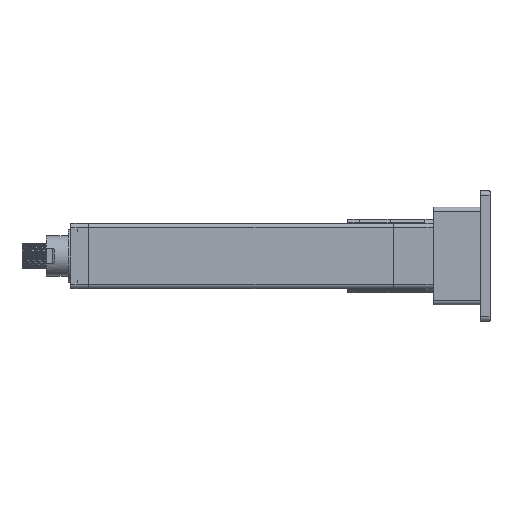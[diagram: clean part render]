
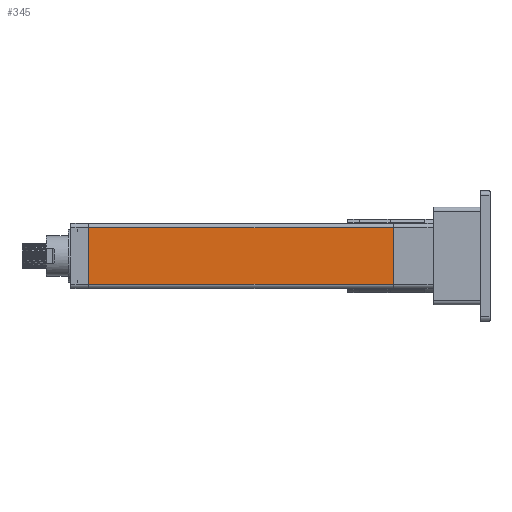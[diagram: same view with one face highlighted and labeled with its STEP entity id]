
A CAD part, left-side view. The second image highlights one B-rep face of the part: STEP entity #345.
In plain terms, the highlighted face is planar.
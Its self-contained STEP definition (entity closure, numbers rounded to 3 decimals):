
#345 = ADVANCED_FACE ( 'NONE', ( #12160 ), #1801, .F. ) ;
#1801 = PLANE ( 'NONE',  #4740 ) ;
#1980 = EDGE_LOOP ( 'NONE', ( #21968, #15357, #10766, #9367 ) ) ;
#2413 = CARTESIAN_POINT ( 'NONE',  ( 35., -40., 375. ) ) ;
#4740 = AXIS2_PLACEMENT_3D ( 'NONE', #62846, #22825, #12481 ) ;
#4983 = DIRECTION ( 'NONE',  ( 0., 0., -1. ) ) ;
#5888 = EDGE_CURVE ( 'NONE', #20222, #29651, #45285, .T. ) ;
#9367 = ORIENTED_EDGE ( 'NONE', *, *, #12156, .T. ) ;
#10244 = DIRECTION ( 'NONE',  ( 1., 0., 0. ) ) ;
#10766 = ORIENTED_EDGE ( 'NONE', *, *, #5888, .F. ) ;
#10934 = EDGE_CURVE ( 'NONE', #29651, #20470, #46155, .T. ) ;
#12083 = VERTEX_POINT ( 'NONE', #46321 ) ;
#12156 = EDGE_CURVE ( 'NONE', #20222, #12083, #50676, .T. ) ;
#12160 = FACE_OUTER_BOUND ( 'NONE', #1980, .T. ) ;
#12481 = DIRECTION ( 'NONE',  ( -1., 0., 0. ) ) ;
#15357 = ORIENTED_EDGE ( 'NONE', *, *, #10934, .F. ) ;
#17126 = CARTESIAN_POINT ( 'NONE',  ( 35., -40., 0. ) ) ;
#17884 = CARTESIAN_POINT ( 'NONE',  ( -35., -40., 375. ) ) ;
#20222 = VERTEX_POINT ( 'NONE', #17884 ) ;
#20470 = VERTEX_POINT ( 'NONE', #40541 ) ;
#21256 = VECTOR ( 'NONE', #37449, 1000. ) ;
#21475 = CARTESIAN_POINT ( 'NONE',  ( 35., -40., 375. ) ) ;
#21968 = ORIENTED_EDGE ( 'NONE', *, *, #42363, .T. ) ;
#22825 = DIRECTION ( 'NONE',  ( 0., 1., 0. ) ) ;
#24652 = VECTOR ( 'NONE', #4983, 1000. ) ;
#29651 = VERTEX_POINT ( 'NONE', #2413 ) ;
#32771 = VECTOR ( 'NONE', #10244, 1000. ) ;
#37449 = DIRECTION ( 'NONE',  ( 1., 0., 0. ) ) ;
#40541 = CARTESIAN_POINT ( 'NONE',  ( 35., -40., 0. ) ) ;
#42363 = EDGE_CURVE ( 'NONE', #12083, #20470, #42469, .T. ) ;
#42469 = LINE ( 'NONE', #17126, #21256 ) ;
#44830 = VECTOR ( 'NONE', #51819, 1000. ) ;
#45285 = LINE ( 'NONE', #55951, #32771 ) ;
#46155 = LINE ( 'NONE', #21475, #44830 ) ;
#46321 = CARTESIAN_POINT ( 'NONE',  ( -35., -40., 0. ) ) ;
#50676 = LINE ( 'NONE', #61352, #24652 ) ;
#51819 = DIRECTION ( 'NONE',  ( 0., 0., -1. ) ) ;
#55951 = CARTESIAN_POINT ( 'NONE',  ( 35., -40., 375. ) ) ;
#61352 = CARTESIAN_POINT ( 'NONE',  ( -35., -40., 375. ) ) ;
#62846 = CARTESIAN_POINT ( 'NONE',  ( 35., -40., 375. ) ) ;
